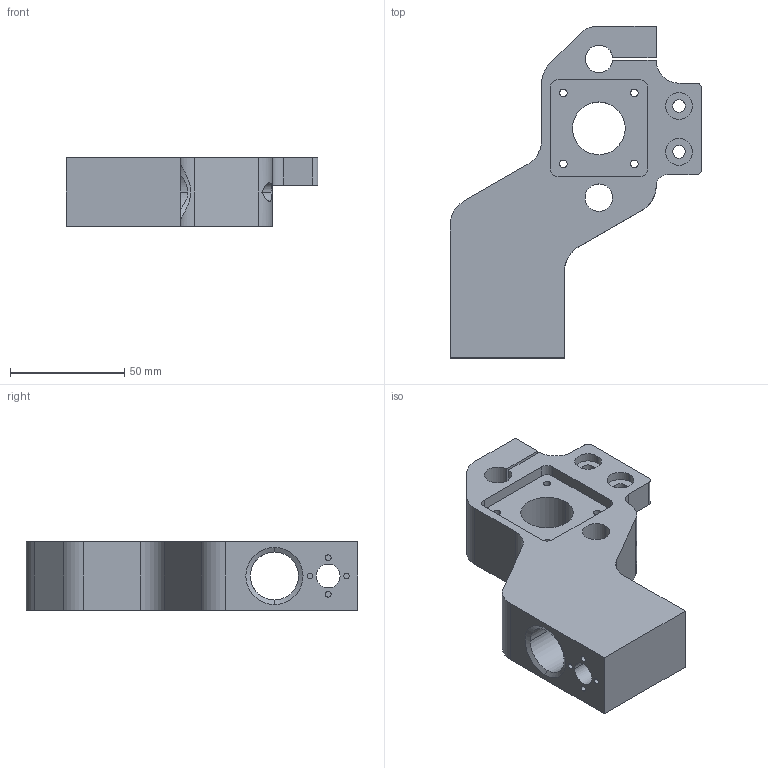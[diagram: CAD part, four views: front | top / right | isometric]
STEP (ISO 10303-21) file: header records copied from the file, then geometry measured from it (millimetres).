
FILE_DESCRIPTION (( 'STEP AP214' ), '1' );
FILE_NAME ('X AXIS.STEP', '2019-07-23T14:27:33', ( '' ), ( '' ), 'SwSTEP 2.0', 'SolidWorks 2017', '' );
FILE_SCHEMA (( 'AUTOMOTIVE_DESIGN' ));
Length unit declared in the file: millimetre
Products named in the file (1): X AXIS
Bounding box: 110 x 145 x 30 mm (x, y, z)
Volume: 192595.3 mm3; surface area: 41876.9 mm2
Topology: 1 solids, 1 shells, 120 faces, 304 edges, 201 vertices
Faces by surface type: cylinder 71, plane 39, cone 9, bspline 1
Entity records: 4487 total; most frequent: CARTESIAN_POINT 1380, DIRECTION 683, ORIENTED_EDGE 608, EDGE_CURVE 304, AXIS2_PLACEMENT_3D 272, VERTEX_POINT 201, EDGE_LOOP 159, CIRCLE 152
